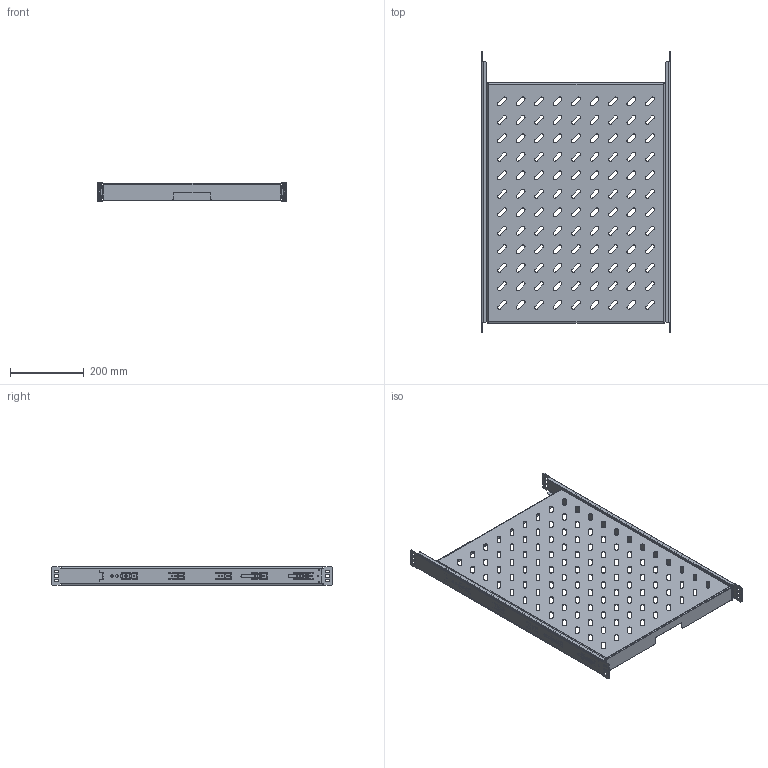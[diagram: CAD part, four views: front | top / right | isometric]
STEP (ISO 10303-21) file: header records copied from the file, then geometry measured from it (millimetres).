
FILE_DESCRIPTION(/* description */ (''),/* implementation_level */ '2;1');
FILE_NAME(/* name */ 'BNE6080.stp',/* time_stamp */ '2020-12-22T10:31:15+01:00',/* author */ (''),/* organization */ (''),/* preprocessor_version */ 'ST-DEVELOPER v16.7',/* originating_system */ 'SIEMENS PLM Software NX 12.0',/* authorisation */ '');
FILE_SCHEMA (('AUTOMOTIVE_DESIGN { 1 0 10303 214 3 1 1 1 }'));
Length unit declared in the file: millimetre
Products named in the file (4): GUIA TELESCÓPICA 600mm 44kg; SOPORTE LATERAL GUÍA BNE6080; BANDEJA EXTRAÍBLE PROF 800; BNE6080_stp
Assembly tree (5 placements, depth 2):
  BNE6080_stp
    BANDEJA EXTRAÍBLE PROF 800
    SOPORTE LATERAL GUÍA BNE6080  x2
    GUIA TELESCÓPICA 600mm 44kg  x2
Bounding box: 510 x 760 x 49.5 mm (x, y, z)
Volume: 924928 mm3; surface area: 1322281.4 mm2
Topology: 9 solids, 9 shells, 1514 faces, 4388 edges, 2886 vertices
Faces by surface type: plane 758, cylinder 700, bspline 52, sphere 4
Full cylindrical faces by diameter (mm): 4.2 x8, 7 x10
Entity records: 35217 total; most frequent: CARTESIAN_POINT 7401, ORIENTED_EDGE 5794, DIRECTION 5703, EDGE_CURVE 2897, AXIS2_PLACEMENT_3D 1918, VERTEX_POINT 1917, LINE 1867, VECTOR 1867
